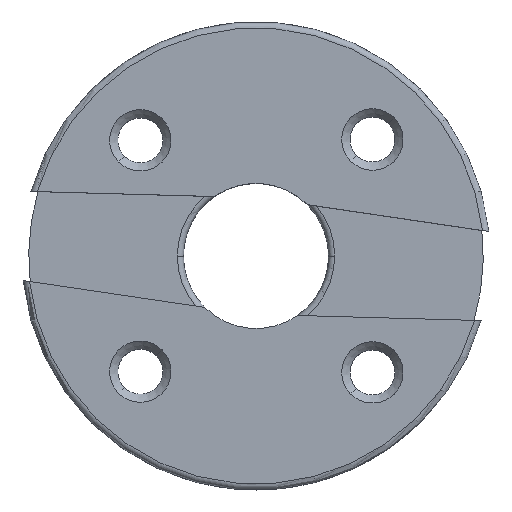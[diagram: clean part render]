
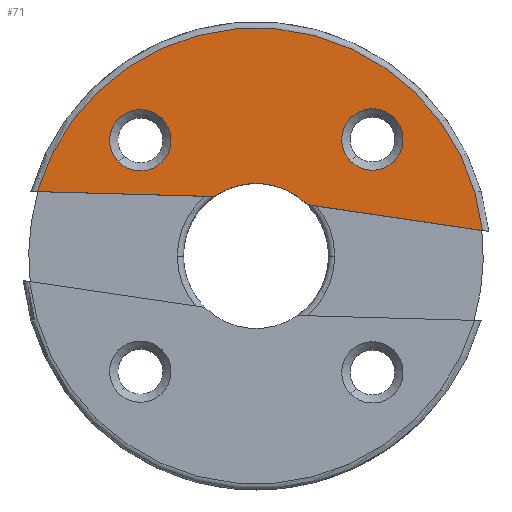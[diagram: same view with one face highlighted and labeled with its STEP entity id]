
A CAD part, top view. The second image highlights one B-rep face of the part: STEP entity #71.
In plain terms, the highlighted planar face has unit normal (0, 0, 1).
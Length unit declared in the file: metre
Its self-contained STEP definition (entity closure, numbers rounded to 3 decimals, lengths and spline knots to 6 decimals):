
#71=ADVANCED_FACE('1:112',(#135,#136,#137),#138,.F.);
#135=FACE_OUTER_BOUND('',#219,.T.);
#136=FACE_BOUND('',#220,.T.);
#137=FACE_BOUND('',#221,.T.);
#138=PLANE('',#222);
#219=EDGE_LOOP('',(#429,#430,#431,#432));
#220=EDGE_LOOP('',(#433,#434));
#221=EDGE_LOOP('',(#435,#436));
#222=AXIS2_PLACEMENT_3D('',#437,#438,#439);
#429=ORIENTED_EDGE('',*,*,#578,.F.);
#430=ORIENTED_EDGE('',*,*,#655,.T.);
#431=ORIENTED_EDGE('',*,*,#656,.T.);
#432=ORIENTED_EDGE('',*,*,#639,.T.);
#433=ORIENTED_EDGE('',*,*,#603,.F.);
#434=ORIENTED_EDGE('',*,*,#657,.F.);
#435=ORIENTED_EDGE('',*,*,#617,.F.);
#436=ORIENTED_EDGE('',*,*,#658,.F.);
#437=CARTESIAN_POINT('',(-0.031183,-0.064129,0.015009));
#438=DIRECTION('',(0.,0.,-1.0));
#439=DIRECTION('',(-1.0,0.,0.));
#578=EDGE_CURVE('1:172',#684,#686,#687,.T.);
#603=EDGE_CURVE('1:253',#732,#730,#734,.F.);
#617=EDGE_CURVE('1:256',#758,#756,#760,.T.);
#639=EDGE_CURVE('1:187',#798,#686,#799,.F.);
#655=EDGE_CURVE('1:247',#684,#819,#820,.F.);
#656=EDGE_CURVE('1:250',#819,#798,#821,.F.);
#657=EDGE_CURVE('1:253',#730,#732,#822,.F.);
#658=EDGE_CURVE('1:256',#756,#758,#823,.T.);
#684=VERTEX_POINT('',#880);
#686=VERTEX_POINT('',#897);
#687=CIRCLE('',#898,0.011154);
#730=VERTEX_POINT('',#992);
#732=VERTEX_POINT('',#995);
#734=CIRCLE('',#998,0.0015);
#756=VERTEX_POINT('',#1026);
#758=VERTEX_POINT('',#1029);
#760=CIRCLE('',#1032,0.0015);
#798=VERTEX_POINT('',#1106);
#799=LINE('',#1107,#1108);
#819=VERTEX_POINT('',#1165);
#820=LINE('',#1166,#1167);
#821=CIRCLE('',#1168,0.00355);
#822=CIRCLE('',#1169,0.0015);
#823=CIRCLE('',#1170,0.0015);
#880=CARTESIAN_POINT('',(-0.041882,-0.060975,0.015009));
#897=CARTESIAN_POINT('',(-0.020099,-0.062881,0.015009));
#898=AXIS2_PLACEMENT_3D('',#1214,#1215,#1216);
#992=CARTESIAN_POINT('',(-0.03578,-0.057407,0.015009));
#995=CARTESIAN_POINT('',(-0.037902,-0.059528,0.015009));
#998=AXIS2_PLACEMENT_3D('',#1264,#1265,#1266);
#1026=CARTESIAN_POINT('',(-0.024425,-0.057368,0.015009));
#1029=CARTESIAN_POINT('',(-0.026546,-0.059489,0.015009));
#1032=AXIS2_PLACEMENT_3D('',#1290,#1291,#1292);
#1106=CARTESIAN_POINT('',(-0.028674,-0.061614,0.015009));
#1107=CARTESIAN_POINT('',(-0.026979,-0.061864,0.015009));
#1108=VECTOR('',#1326,1.0);
#1165=CARTESIAN_POINT('',(-0.033217,-0.061216,0.015009));
#1166=CARTESIAN_POINT('',(-0.03493,-0.061169,0.015009));
#1167=VECTOR('',#1355,1.0);
#1168=AXIS2_PLACEMENT_3D('',#1356,#1357,#1358);
#1169=AXIS2_PLACEMENT_3D('',#1359,#1360,#1361);
#1170=AXIS2_PLACEMENT_3D('',#1362,#1363,#1364);
#1214=CARTESIAN_POINT('',(-0.031183,-0.064126,0.015009));
#1215=DIRECTION('',(0.,0.,-1.0));
#1216=DIRECTION('',(0.087,0.996,0.));
#1264=CARTESIAN_POINT('',(-0.036841,-0.058467,0.015009));
#1265=DIRECTION('',(0.,0.,-1.0));
#1266=DIRECTION('',(0.707,0.707,0.));
#1290=CARTESIAN_POINT('',(-0.025486,-0.058429,0.015009));
#1291=DIRECTION('',(0.,0.,1.0));
#1292=DIRECTION('',(0.707,0.707,0.));
#1326=DIRECTION('',(-0.989,0.146,0.));
#1355=DIRECTION('',(-1.,0.028,0.));
#1356=CARTESIAN_POINT('',(-0.031183,-0.064126,0.015009));
#1357=DIRECTION('',(0.,0.,1.0));
#1358=DIRECTION('',(0.766,0.643,0.));
#1359=CARTESIAN_POINT('',(-0.036841,-0.058467,0.015009));
#1360=DIRECTION('',(0.,0.,-1.0));
#1361=DIRECTION('',(0.707,0.707,0.));
#1362=CARTESIAN_POINT('',(-0.025486,-0.058429,0.015009));
#1363=DIRECTION('',(0.,0.,1.0));
#1364=DIRECTION('',(0.707,0.707,0.));
